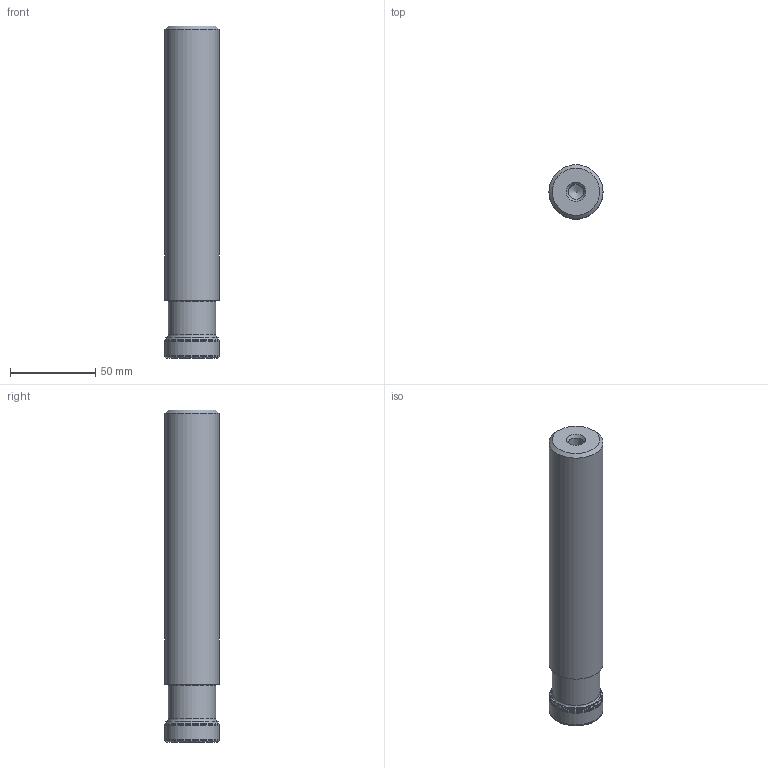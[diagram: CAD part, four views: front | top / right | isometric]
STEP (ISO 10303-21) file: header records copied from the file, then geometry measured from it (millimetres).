
FILE_DESCRIPTION(/* description */ (''),/* implementation_level */ '2;1');
FILE_NAME(/* name */ '125A2R130C125_ISTN16_C_203014133ndi000_00_SIM.stp',/* time_stamp */ '2021-03-30T08:22:13+02:00',/* author */ (''),/* organization */ (''),/* preprocessor_version */ 'ST-DEVELOPER v16.7',/* originating_system */ 'SIEMENS PLM Software NX 12.0',/* authorisation */ '');
FILE_SCHEMA (('AUTOMOTIVE_DESIGN { 1 0 10303 214 3 1 1 1 }'));
Length unit declared in the file: millimetre
Products named in the file (1): lf1912847D1Arpqb
Bounding box: 31.77 x 31.77 x 195 mm (x, y, z)
Volume: 144341.2 mm3; surface area: 27972.1 mm2
Topology: 2 solids, 2 shells, 62 faces, 128 edges, 68 vertices
Faces by surface type: revolution 40, cone 10, torus 6, cylinder 4, plane 2
Full cylindrical faces by diameter (mm): 9 x1, 27.75 x1, 30.35 x1, 31.75 x1
Entity records: 1603 total; most frequent: CARTESIAN_POINT 513, DIRECTION 204, FACE_BOUND 124, EDGE_LOOP 122, ORIENTED_EDGE 122, AXIS2_PLACEMENT_3D 82, VERTEX_POINT 63, ADVANCED_FACE 62
